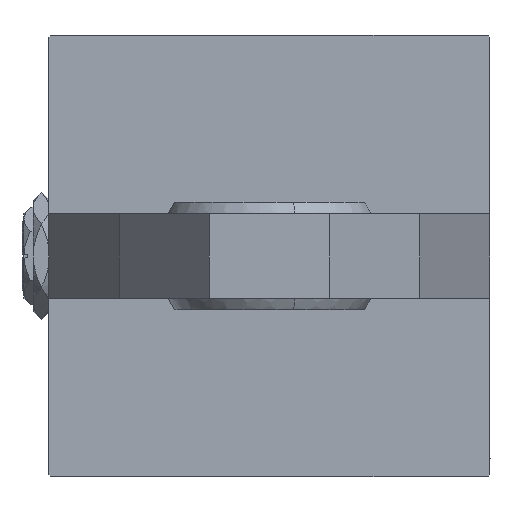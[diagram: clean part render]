
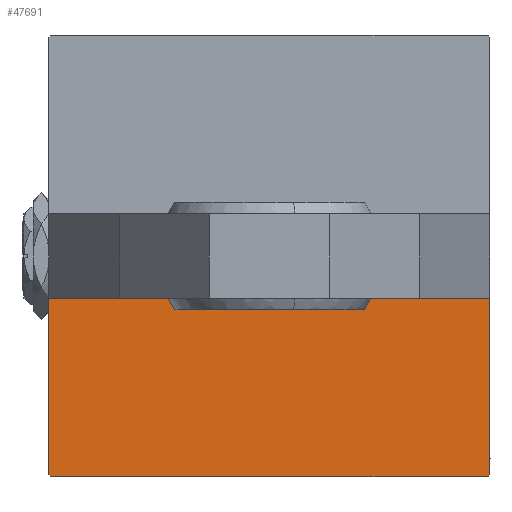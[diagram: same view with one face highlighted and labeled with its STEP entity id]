
A CAD part, left-side view. The second image highlights one B-rep face of the part: STEP entity #47691.
In plain terms, the highlighted planar face has unit normal (-1, 0, 0).
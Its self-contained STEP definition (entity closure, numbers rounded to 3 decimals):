
#289 = ORIENTED_EDGE ( 'NONE', *, *, #46648, .T. ) ;
#2090 = PLANE ( 'NONE',  #24435 ) ;
#3811 = EDGE_CURVE ( 'NONE', #46285, #13845, #23998, .T. ) ;
#4823 = CARTESIAN_POINT ( 'NONE',  ( 0., 57.5, 57.5 ) ) ;
#5378 = LINE ( 'NONE', #17718, #18869 ) ;
#5473 = CARTESIAN_POINT ( 'NONE',  ( 0., -57., 57.5 ) ) ;
#6028 = CARTESIAN_POINT ( 'NONE',  ( 0., -57.5, 57.5 ) ) ;
#6804 = CARTESIAN_POINT ( 'NONE',  ( 0., 57.5, -57.5 ) ) ;
#7378 = VECTOR ( 'NONE', #38738, 1000. ) ;
#8692 = DIRECTION ( 'NONE',  ( 0., 0., -1. ) ) ;
#9057 = DIRECTION ( 'NONE',  ( 0., 0., -1. ) ) ;
#9085 = EDGE_CURVE ( 'NONE', #41535, #14876, #29246, .T. ) ;
#11658 = VERTEX_POINT ( 'NONE', #43500 ) ;
#13845 = VERTEX_POINT ( 'NONE', #46621 ) ;
#14691 = DIRECTION ( 'NONE',  ( -1., 0., 0. ) ) ;
#14876 = VERTEX_POINT ( 'NONE', #5473 ) ;
#17718 = CARTESIAN_POINT ( 'NONE',  ( 0., -57.25, 57.25 ) ) ;
#18869 = VECTOR ( 'NONE', #42139, 1000. ) ;
#19243 = FACE_OUTER_BOUND ( 'NONE', #30774, .T. ) ;
#23677 = ORIENTED_EDGE ( 'NONE', *, *, #3811, .T. ) ;
#23998 = LINE ( 'NONE', #32833, #41791 ) ;
#24264 = LINE ( 'NONE', #32569, #33085 ) ;
#24435 = AXIS2_PLACEMENT_3D ( 'NONE', #27048, #14691, #47434 ) ;
#26542 = EDGE_CURVE ( 'NONE', #26906, #13845, #43303, .T. ) ;
#26906 = VERTEX_POINT ( 'NONE', #33289 ) ;
#27048 = CARTESIAN_POINT ( 'NONE',  ( 0., 0., 0. ) ) ;
#27337 = ORIENTED_EDGE ( 'NONE', *, *, #28558, .T. ) ;
#28558 = EDGE_CURVE ( 'NONE', #26906, #14876, #5378, .T. ) ;
#29246 = LINE ( 'NONE', #4823, #38843 ) ;
#30774 = EDGE_LOOP ( 'NONE', ( #33632, #289, #32097, #23677, #35918, #27337 ) ) ;
#32097 = ORIENTED_EDGE ( 'NONE', *, *, #49789, .T. ) ;
#32569 = CARTESIAN_POINT ( 'NONE',  ( 0., -11., 57.5 ) ) ;
#32833 = CARTESIAN_POINT ( 'NONE',  ( 0., -57.25, -57.25 ) ) ;
#33085 = VECTOR ( 'NONE', #8692, 1000. ) ;
#33097 = DIRECTION ( 'NONE',  ( 0., -0.707, 0.707 ) ) ;
#33289 = CARTESIAN_POINT ( 'NONE',  ( 0., -57.5, 57. ) ) ;
#33632 = ORIENTED_EDGE ( 'NONE', *, *, #9085, .F. ) ;
#35918 = ORIENTED_EDGE ( 'NONE', *, *, #26542, .F. ) ;
#38738 = DIRECTION ( 'NONE',  ( 0., -1., 0. ) ) ;
#38843 = VECTOR ( 'NONE', #45597, 1000. ) ;
#41535 = VERTEX_POINT ( 'NONE', #50635 ) ;
#41791 = VECTOR ( 'NONE', #33097, 1000. ) ;
#42139 = DIRECTION ( 'NONE',  ( 0., 0.707, 0.707 ) ) ;
#42771 = LINE ( 'NONE', #6804, #7378 ) ;
#43303 = LINE ( 'NONE', #6028, #49679 ) ;
#43500 = CARTESIAN_POINT ( 'NONE',  ( 0., -11., -57.5 ) ) ;
#43972 = CARTESIAN_POINT ( 'NONE',  ( 0., -57., -57.5 ) ) ;
#45597 = DIRECTION ( 'NONE',  ( 0., -1., 0. ) ) ;
#46285 = VERTEX_POINT ( 'NONE', #43972 ) ;
#46621 = CARTESIAN_POINT ( 'NONE',  ( 0., -57.5, -57. ) ) ;
#46648 = EDGE_CURVE ( 'NONE', #41535, #11658, #24264, .T. ) ;
#47434 = DIRECTION ( 'NONE',  ( 0., 0., 1. ) ) ;
#47691 = ADVANCED_FACE ( 'NONE', ( #19243 ), #2090, .T. ) ;
#49679 = VECTOR ( 'NONE', #9057, 1000. ) ;
#49789 = EDGE_CURVE ( 'NONE', #11658, #46285, #42771, .T. ) ;
#50635 = CARTESIAN_POINT ( 'NONE',  ( 0., -11., 57.5 ) ) ;
